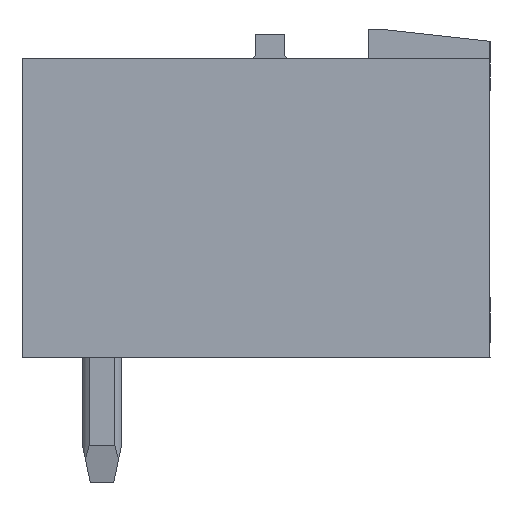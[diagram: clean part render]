
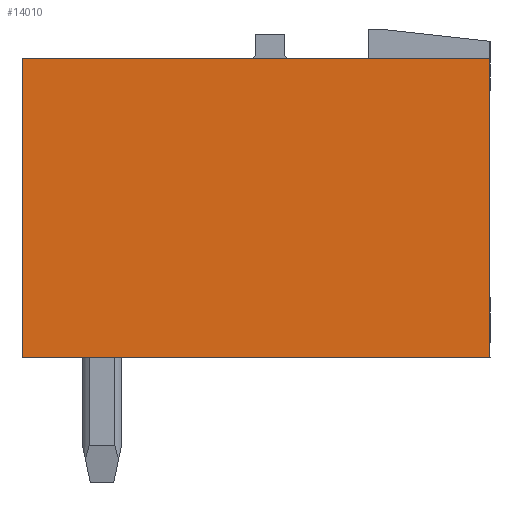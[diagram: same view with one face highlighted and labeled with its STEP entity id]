
A CAD part, left-side view. The second image highlights one B-rep face of the part: STEP entity #14010.
In plain terms, the highlighted planar face has unit normal (-1, 0, 0).
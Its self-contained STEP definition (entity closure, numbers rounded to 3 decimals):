
#14002=AXIS2_PLACEMENT_3D('Plane Axis2P3D',#13999,#14000,#14001) ;
#629=CARTESIAN_POINT('Vertex',(0.,12.,10.88)) ;
#632=CARTESIAN_POINT('Line Origine',(0.,6.,10.88)) ;
#636=CARTESIAN_POINT('Vertex',(0.,0.,10.88)) ;
#1094=CARTESIAN_POINT('Vertex',(0.,12.,3.2)) ;
#1097=CARTESIAN_POINT('Line Origine',(0.,12.,7.04)) ;
#1125=CARTESIAN_POINT('Vertex',(0.,0.,3.2)) ;
#1128=CARTESIAN_POINT('Line Origine',(0.,6.,3.2)) ;
#7515=CARTESIAN_POINT('Line Origine',(0.,0.,7.04)) ;
#13999=CARTESIAN_POINT('Axis2P3D Location',(0.,0.,0.)) ;
#633=DIRECTION('Vector Direction',(0.,1.,0.)) ;
#1098=DIRECTION('Vector Direction',(0.,0.,1.)) ;
#1129=DIRECTION('Vector Direction',(0.,1.,0.)) ;
#7516=DIRECTION('Vector Direction',(0.,0.,-1.)) ;
#14000=DIRECTION('Axis2P3D Direction',(-1.,0.,0.)) ;
#14001=DIRECTION('Axis2P3D XDirection',(0.,-1.,0.)) ;
#634=VECTOR('Line Direction',#633,1.) ;
#1099=VECTOR('Line Direction',#1098,1.) ;
#1130=VECTOR('Line Direction',#1129,1.) ;
#7517=VECTOR('Line Direction',#7516,1.) ;
#14005=ORIENTED_EDGE('',*,*,#7519,.T.) ;
#14006=ORIENTED_EDGE('',*,*,#638,.T.) ;
#14007=ORIENTED_EDGE('',*,*,#1101,.T.) ;
#14008=ORIENTED_EDGE('',*,*,#1132,.T.) ;
#14010=ADVANCED_FACE('Housing',(#14009),#14003,.T.) ;
#638=EDGE_CURVE('',#637,#630,#635,.T.) ;
#1101=EDGE_CURVE('',#630,#1095,#1100,.F.) ;
#1132=EDGE_CURVE('',#1095,#1126,#1131,.F.) ;
#7519=EDGE_CURVE('',#1126,#637,#7518,.F.) ;
#14004=EDGE_LOOP('',(#14005,#14006,#14007,#14008)) ;
#14009=FACE_OUTER_BOUND('',#14004,.T.) ;
#635=LINE('Line',#632,#634) ;
#1100=LINE('Line',#1097,#1099) ;
#1131=LINE('Line',#1128,#1130) ;
#7518=LINE('Line',#7515,#7517) ;
#14003=PLANE('',#14002) ;
#630=VERTEX_POINT('',#629) ;
#637=VERTEX_POINT('',#636) ;
#1095=VERTEX_POINT('',#1094) ;
#1126=VERTEX_POINT('',#1125) ;
